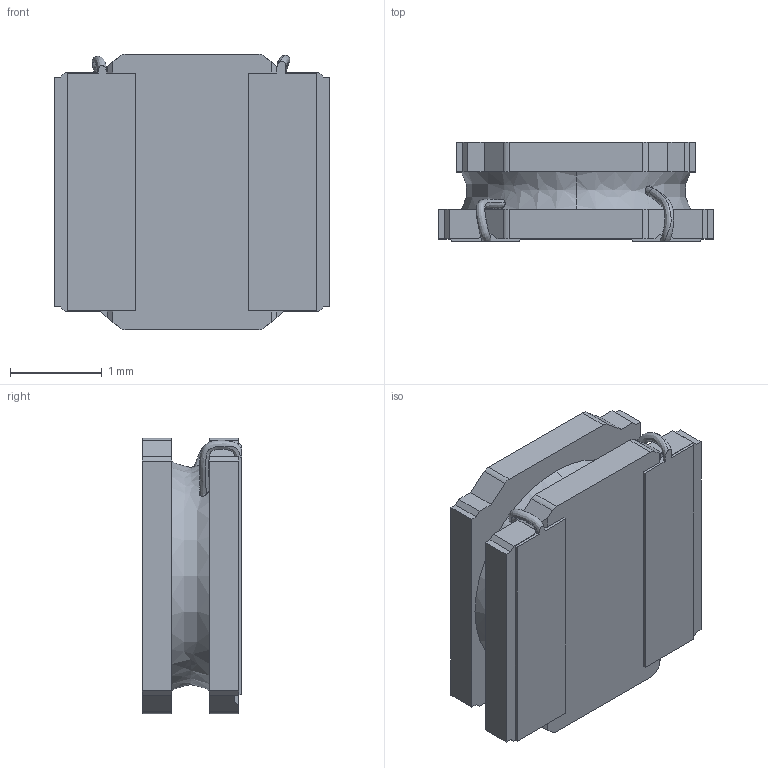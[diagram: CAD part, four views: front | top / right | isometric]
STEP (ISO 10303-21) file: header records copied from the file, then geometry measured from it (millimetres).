
FILE_DESCRIPTION (( 'STEP AP214' ), '1' );
FILE_NAME ('ASPI-3012S-100M-T.STEP', '2024-08-14T04:40:30', ( '' ), ( '' ), 'SwSTEP 2.0', 'SolidWorks 2016', '' );
FILE_SCHEMA (( 'AUTOMOTIVE_DESIGN' ));
Length unit declared in the file: millimetre
Products named in the file (1): ASPI-3012S-100M-T
Bounding box: 3 x 1.08 x 3 mm (x, y, z)
Volume: 7.1 mm3; surface area: 34.2 mm2
Topology: 1 solids, 1 shells, 80 faces, 245 edges, 162 vertices
Faces by surface type: plane 66, cylinder 8, bspline 6
Entity records: 4109 total; most frequent: CARTESIAN_POINT 1904, ORIENTED_EDGE 490, DIRECTION 399, EDGE_CURVE 245, LINE 205, VECTOR 205, VERTEX_POINT 162, AXIS2_PLACEMENT_3D 97
